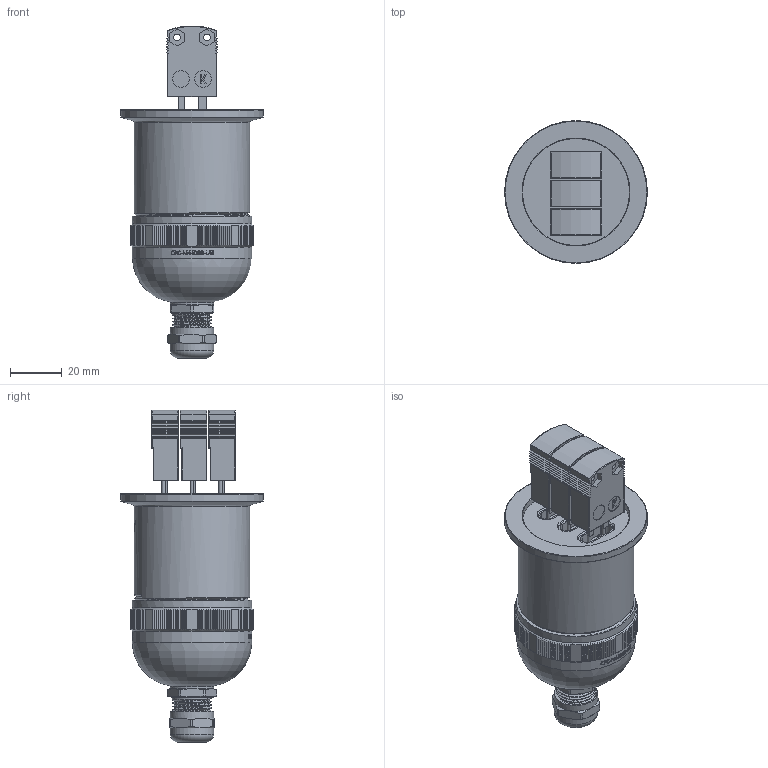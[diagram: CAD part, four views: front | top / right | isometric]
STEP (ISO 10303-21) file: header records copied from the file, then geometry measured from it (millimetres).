
FILE_DESCRIPTION (( 'STEP AP214' ), '1' );
FILE_NAME ('外发模型(带插头+护线筒)-TC-KF40-0608K.STEP', '2024-08-16T08:31:59', ( '' ), ( '' ), 'SwSTEP 2.0', 'SolidWorks 2020', '' );
FILE_SCHEMA (( 'AUTOMOTIVE_DESIGN' ));
Length unit declared in the file: millimetre
Products named in the file (14): NDL-L207-08K+; 誘盄芠蹟簽-LT8-PG9; 誘盄芠囀郋-FTL8-M12NX; 外发模型(带插头+护线筒)-TC-KF40-0608K; 俋楷耀倰-TC-16464L35; 囀郋躇猾杶 4-8; 誘盄芠-CPC-M44D08-L45; NDL-L207-08K-; 囀郋彶踡蛈 4-8; 外发模型-TC-16464L35（TC插头）; SHX-K-F; 誘盄芠俋褲-CPC-M44D08-L45; FL-TC-KF40-0608K-2; 錨璃8^俋楷耀倰-TC-16464L35
Assembly tree (18 placements, depth 4):
  外发模型(带插头+护线筒)-TC-KF40-0608K
    FL-TC-KF40-0608K-2
    外发模型-TC-16464L35（TC插头）  x3
      俋楷耀倰-TC-16464L35
        錨璃8^俋楷耀倰-TC-16464L35
      NDL-L207-08K-
      NDL-L207-08K+
      SHX-K-F
    誘盄芠-CPC-M44D08-L45
      誘盄芠俋褲-CPC-M44D08-L45
      誘盄芠囀郋-FTL8-M12NX
        誘盄芠蹟簽-LT8-PG9
        囀郋躇猾杶 4-8
        囀郋彶踡蛈 4-8
Bounding box: 55 x 55 x 127.92 mm (x, y, z)
Volume: 65644.4 mm3; surface area: 54023.3 mm2
Topology: 26 solids, 26 shells, 3052 faces, 8443 edges, 5689 vertices
Faces by surface type: plane 2254, cylinder 464, bspline 229, sphere 60, torus 23, cone 22
Full cylindrical faces by diameter (mm): 1.27 x12, 1.3 x6, 2.6 x12, 4.6 x12, 4.8 x12, 5.4 x12, 5.5 x12, 6.4 x12, 8.2 x2, 8.5 x1, 10 x1, 10.5 x1, 11.6 x1, 12 x1, 12.4 x1, 13.3 x1, 16.6 x1, 16.8 x2, 40.5 x1, 41.2 x1, 42 x1, 44.5 x5, 46 x2, 55 x1
Entity records: 42620 total; most frequent: CARTESIAN_POINT 17238, ORIENTED_EDGE 5816, DIRECTION 4101, EDGE_CURVE 2908, VERTEX_POINT 2115, VECTOR 1459, LINE 1459, AXIS2_PLACEMENT_3D 1321
